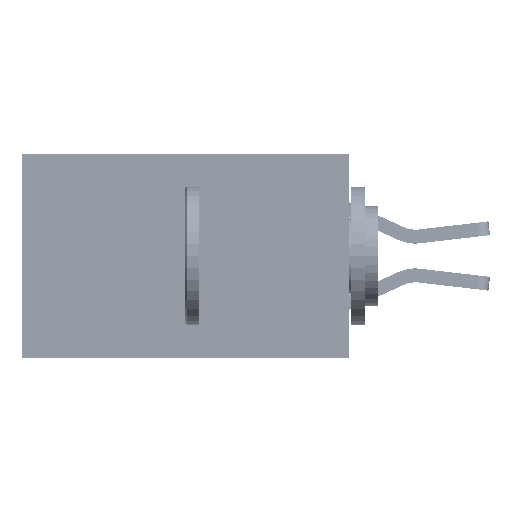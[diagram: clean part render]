
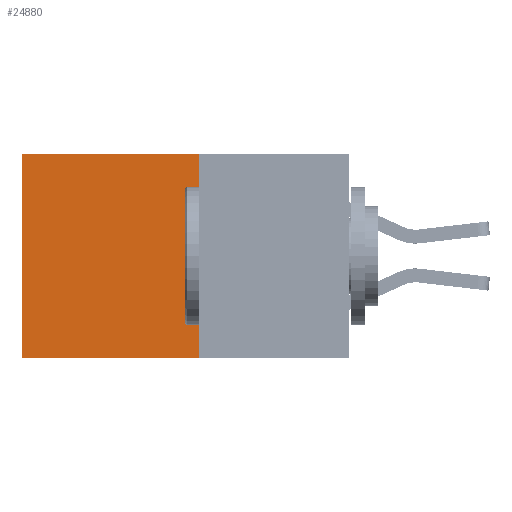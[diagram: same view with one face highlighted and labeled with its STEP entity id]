
A CAD part, left-side view. The second image highlights one B-rep face of the part: STEP entity #24880.
In plain terms, the highlighted planar face has unit normal (-1, 0, 0).
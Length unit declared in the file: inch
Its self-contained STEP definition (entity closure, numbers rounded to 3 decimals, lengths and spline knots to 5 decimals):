
#210 = CARTESIAN_POINT ( 'NONE',  ( 0.277, 0.27, -0.37 ) ) ;
#1466 = CARTESIAN_POINT ( 'NONE',  ( 0.277, 0.27, 0. ) ) ;
#2068 = EDGE_CURVE ( 'NONE', #21998, #22117, #12251, .T. ) ;
#2106 = VECTOR ( 'NONE', #20178, 39.37008 ) ;
#2990 = DIRECTION ( 'NONE',  ( 0., 1., 0. ) ) ;
#4289 = DIRECTION ( 'NONE',  ( 0., 1., 0. ) ) ;
#6243 = VECTOR ( 'NONE', #4289, 39.37008 ) ;
#6675 = VERTEX_POINT ( 'NONE', #14191 ) ;
#7189 = ORIENTED_EDGE ( 'NONE', *, *, #24953, .T. ) ;
#8593 = LINE ( 'NONE', #33490, #2106 ) ;
#8818 = VERTEX_POINT ( 'NONE', #25584 ) ;
#9043 = DIRECTION ( 'NONE',  ( 1., 0., 0. ) ) ;
#11683 = ORIENTED_EDGE ( 'NONE', *, *, #2068, .F. ) ;
#11894 = DIRECTION ( 'NONE',  ( 0., 0., -1. ) ) ;
#12251 = LINE ( 'NONE', #29401, #33766 ) ;
#12716 = EDGE_CURVE ( 'NONE', #21998, #8818, #27876, .T. ) ;
#13684 = CARTESIAN_POINT ( 'NONE',  ( 0.277, 0.27, 0. ) ) ;
#14191 = CARTESIAN_POINT ( 'NONE',  ( 0.277, 0.59, -0.37 ) ) ;
#15754 = EDGE_CURVE ( 'NONE', #22117, #6675, #17475, .T. ) ;
#16143 = AXIS2_PLACEMENT_3D ( 'NONE', #25317, #9043, #28009 ) ;
#17088 = PLANE ( 'NONE',  #16143 ) ;
#17475 = LINE ( 'NONE', #210, #25567 ) ;
#20178 = DIRECTION ( 'NONE',  ( 0., 0., -1. ) ) ;
#21998 = VERTEX_POINT ( 'NONE', #13684 ) ;
#22117 = VERTEX_POINT ( 'NONE', #22330 ) ;
#22330 = CARTESIAN_POINT ( 'NONE',  ( 0.277, 0.27, -0.37 ) ) ;
#24041 = EDGE_LOOP ( 'NONE', ( #7189, #27923, #11683, #30360 ) ) ;
#24880 = ADVANCED_FACE ( 'NONE', ( #31058 ), #17088, .F. ) ;
#24953 = EDGE_CURVE ( 'NONE', #8818, #6675, #8593, .T. ) ;
#25317 = CARTESIAN_POINT ( 'NONE',  ( 0.277, 0.27, -0.37 ) ) ;
#25567 = VECTOR ( 'NONE', #2990, 39.37008 ) ;
#25584 = CARTESIAN_POINT ( 'NONE',  ( 0.277, 0.59, 0. ) ) ;
#27876 = LINE ( 'NONE', #1466, #6243 ) ;
#27923 = ORIENTED_EDGE ( 'NONE', *, *, #15754, .F. ) ;
#28009 = DIRECTION ( 'NONE',  ( 0., 0., -1. ) ) ;
#29401 = CARTESIAN_POINT ( 'NONE',  ( 0.277, 0.27, -0.37 ) ) ;
#30360 = ORIENTED_EDGE ( 'NONE', *, *, #12716, .T. ) ;
#31058 = FACE_OUTER_BOUND ( 'NONE', #24041, .T. ) ;
#33490 = CARTESIAN_POINT ( 'NONE',  ( 0.277, 0.59, -0.37 ) ) ;
#33766 = VECTOR ( 'NONE', #11894, 39.37008 ) ;
